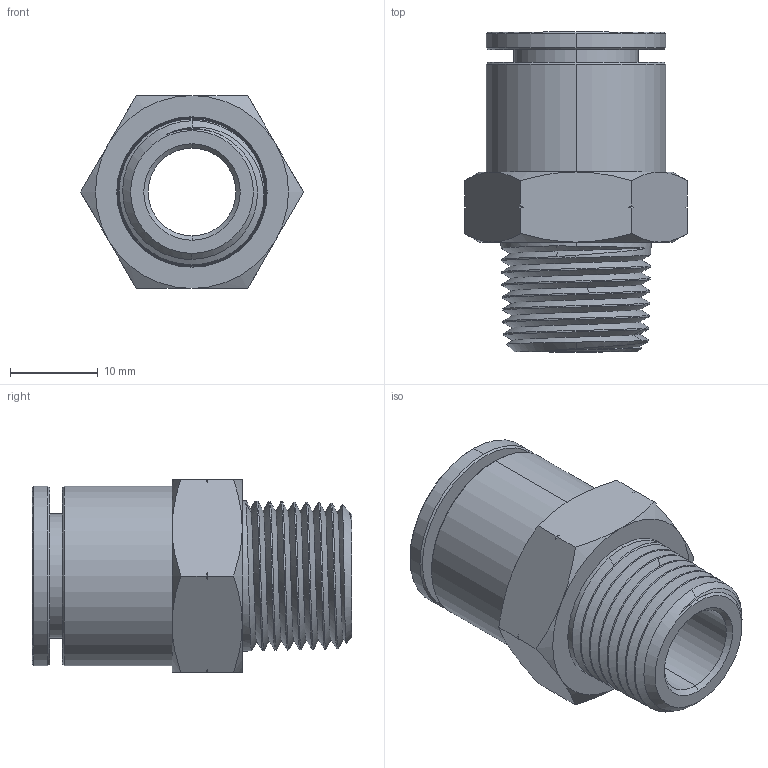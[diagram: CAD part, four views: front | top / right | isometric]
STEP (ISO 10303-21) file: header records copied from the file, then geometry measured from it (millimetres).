
FILE_DESCRIPTION (( 'STEP AP203' ), '1' );
FILE_NAME ('MCS1-2N3-8W.STEP', '2016-10-20T17:01:50', ( '' ), ( '' ), 'SwSTEP 2.0', 'SolidWorks 2016', '' );
FILE_SCHEMA (( 'CONFIG_CONTROL_DESIGN' ));
Products named in the file (1): MCS1-2N3-8W
Bounding box: 25.4 x 36.46 x 22 mm (x, y, z)
Volume: 6242.3 mm3; surface area: 8439 mm2
Topology: 6 solids, 6 shells, 462 faces, 1280 edges, 837 vertices
Faces by surface type: cone 176, plane 158, bspline 64, cylinder 64
Entity records: 56348 total; most frequent: CARTESIAN_POINT 45420, ORIENTED_EDGE 2560, DIRECTION 1921, EDGE_CURVE 1280, VERTEX_POINT 837, AXIS2_PLACEMENT_3D 792, B_SPLINE_CURVE_WITH_KNOTS 550, EDGE_LOOP 481
